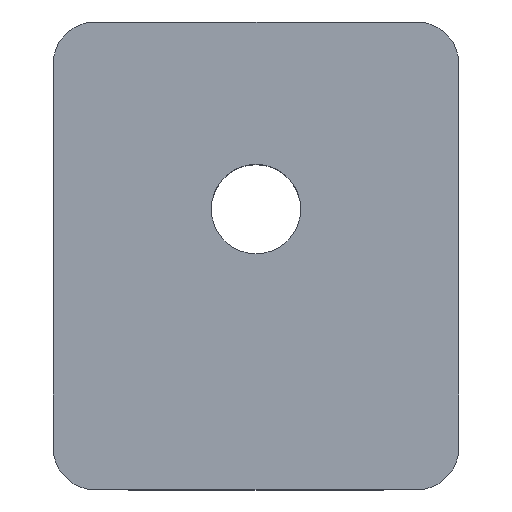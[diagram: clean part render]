
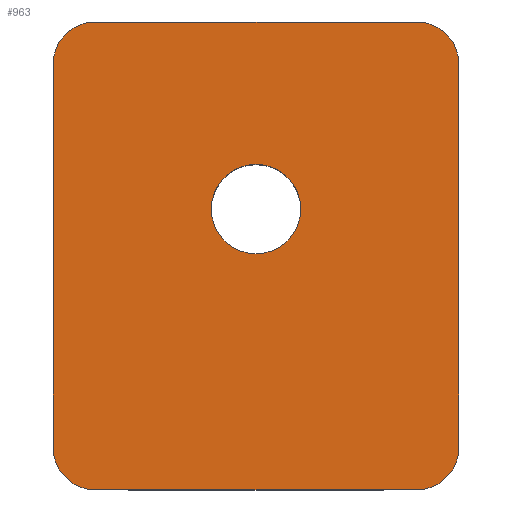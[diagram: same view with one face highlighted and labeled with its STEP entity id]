
A CAD part, top view. The second image highlights one B-rep face of the part: STEP entity #963.
In plain terms, the highlighted planar face has unit normal (0, 0, 1).
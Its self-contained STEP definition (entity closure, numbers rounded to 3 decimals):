
#304 = VERTEX_POINT('',#305);
#305 = CARTESIAN_POINT('',(-15.5,0.,20.));
#311 = EDGE_CURVE('',#304,#312,#314,.T.);
#312 = VERTEX_POINT('',#313);
#313 = CARTESIAN_POINT('',(15.5,0.,20.));
#314 = LINE('',#315,#316);
#315 = CARTESIAN_POINT('',(-15.5,0.,20.));
#316 = VECTOR('',#317,1.);
#317 = DIRECTION('',(1.,0.,0.));
#918 = VERTEX_POINT('',#919);
#919 = CARTESIAN_POINT('',(-19.5,4.,20.));
#925 = EDGE_CURVE('',#918,#304,#926,.T.);
#926 = CIRCLE('',#927,4.);
#927 = AXIS2_PLACEMENT_3D('',#928,#929,#930);
#928 = CARTESIAN_POINT('',(-15.5,4.,20.));
#929 = DIRECTION('',(0.,0.,1.));
#930 = DIRECTION('',(1.,0.,0.));
#943 = EDGE_CURVE('',#312,#944,#946,.T.);
#944 = VERTEX_POINT('',#945);
#945 = CARTESIAN_POINT('',(19.5,4.,20.));
#946 = CIRCLE('',#947,4.);
#947 = AXIS2_PLACEMENT_3D('',#948,#949,#950);
#948 = CARTESIAN_POINT('',(15.5,4.,20.));
#949 = DIRECTION('',(0.,0.,1.));
#950 = DIRECTION('',(1.,0.,0.));
#963 = ADVANCED_FACE('',(#964,#1009),#1020,.T.);
#964 = FACE_BOUND('',#965,.T.);
#965 = EDGE_LOOP('',(#966,#974,#975,#976,#977,#985,#994,#1002));
#966 = ORIENTED_EDGE('',*,*,#967,.T.);
#967 = EDGE_CURVE('',#968,#918,#970,.T.);
#968 = VERTEX_POINT('',#969);
#969 = CARTESIAN_POINT('',(-19.5,41.,20.));
#970 = LINE('',#971,#972);
#971 = CARTESIAN_POINT('',(-19.5,41.,20.));
#972 = VECTOR('',#973,1.);
#973 = DIRECTION('',(0.,-1.,0.));
#974 = ORIENTED_EDGE('',*,*,#925,.T.);
#975 = ORIENTED_EDGE('',*,*,#311,.T.);
#976 = ORIENTED_EDGE('',*,*,#943,.T.);
#977 = ORIENTED_EDGE('',*,*,#978,.T.);
#978 = EDGE_CURVE('',#944,#979,#981,.T.);
#979 = VERTEX_POINT('',#980);
#980 = CARTESIAN_POINT('',(19.5,41.,20.));
#981 = LINE('',#982,#983);
#982 = CARTESIAN_POINT('',(19.5,4.,20.));
#983 = VECTOR('',#984,1.);
#984 = DIRECTION('',(0.,1.,0.));
#985 = ORIENTED_EDGE('',*,*,#986,.T.);
#986 = EDGE_CURVE('',#979,#987,#989,.T.);
#987 = VERTEX_POINT('',#988);
#988 = CARTESIAN_POINT('',(15.5,45.,20.));
#989 = CIRCLE('',#990,4.);
#990 = AXIS2_PLACEMENT_3D('',#991,#992,#993);
#991 = CARTESIAN_POINT('',(15.5,41.,20.));
#992 = DIRECTION('',(0.,0.,1.));
#993 = DIRECTION('',(1.,0.,0.));
#994 = ORIENTED_EDGE('',*,*,#995,.T.);
#995 = EDGE_CURVE('',#987,#996,#998,.T.);
#996 = VERTEX_POINT('',#997);
#997 = CARTESIAN_POINT('',(-15.5,45.,20.));
#998 = LINE('',#999,#1000);
#999 = CARTESIAN_POINT('',(15.5,45.,20.));
#1000 = VECTOR('',#1001,1.);
#1001 = DIRECTION('',(-1.,0.,0.));
#1002 = ORIENTED_EDGE('',*,*,#1003,.T.);
#1003 = EDGE_CURVE('',#996,#968,#1004,.T.);
#1004 = CIRCLE('',#1005,4.);
#1005 = AXIS2_PLACEMENT_3D('',#1006,#1007,#1008);
#1006 = CARTESIAN_POINT('',(-15.5,41.,20.));
#1007 = DIRECTION('',(0.,0.,1.));
#1008 = DIRECTION('',(1.,0.,0.));
#1009 = FACE_BOUND('',#1010,.F.);
#1010 = EDGE_LOOP('',(#1011));
#1011 = ORIENTED_EDGE('',*,*,#1012,.T.);
#1012 = EDGE_CURVE('',#1013,#1013,#1015,.T.);
#1013 = VERTEX_POINT('',#1014);
#1014 = CARTESIAN_POINT('',(4.3,27.,20.));
#1015 = CIRCLE('',#1016,4.3);
#1016 = AXIS2_PLACEMENT_3D('',#1017,#1018,#1019);
#1017 = CARTESIAN_POINT('',(0.,27.,20.));
#1018 = DIRECTION('',(0.,0.,1.));
#1019 = DIRECTION('',(1.,0.,0.));
#1020 = PLANE('',#1021);
#1021 = AXIS2_PLACEMENT_3D('',#1022,#1023,#1024);
#1022 = CARTESIAN_POINT('',(0.,23.049,20.));
#1023 = DIRECTION('',(0.,0.,1.));
#1024 = DIRECTION('',(1.,0.,0.));
